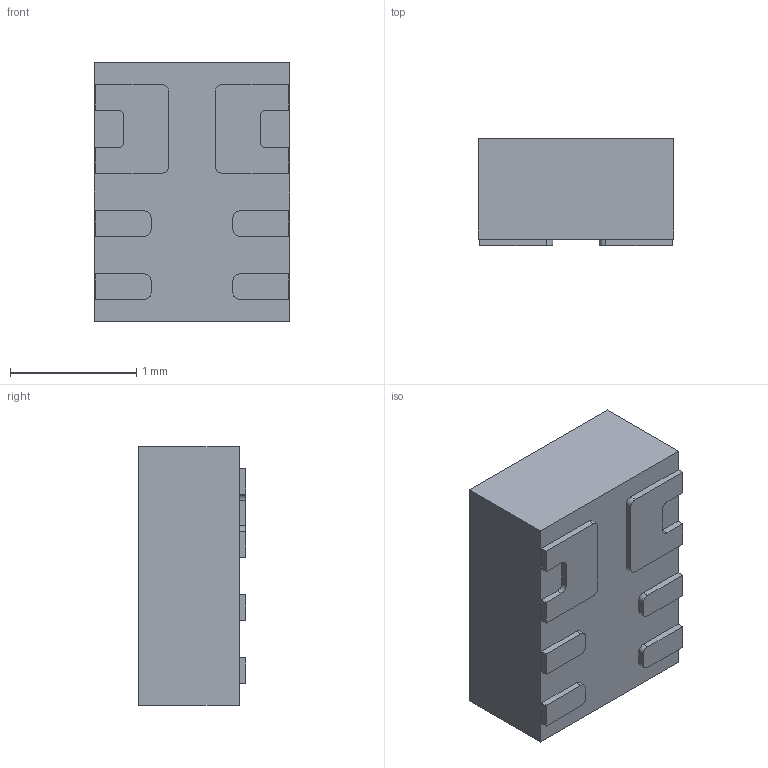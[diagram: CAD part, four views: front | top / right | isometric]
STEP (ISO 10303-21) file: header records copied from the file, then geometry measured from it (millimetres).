
FILE_DESCRIPTION(/* description */ (''),/* implementation_level */ '2;1');
FILE_NAME(/* name */ 'tdfn8-1.5x2 v2.step',/* time_stamp */ '2022-07-06T07:42:43-07:00',/* author */ (''),/* organization */ (''),/* preprocessor_version */ 'ST-DEVELOPER v19',/* originating_system */ 'Autodesk Translation Framework v11.7.0.108',/* authorisation */ '');
FILE_SCHEMA (('AUTOMOTIVE_DESIGN { 1 0 10303 214 3 1 1 }'));
Length unit declared in the file: millimetre
Products named in the file (1): tdfn8-1.5x2
Bounding box: 1.55 x 0.85 x 2.05 mm (x, y, z)
Volume: 2.6 mm3; surface area: 12.7 mm2
Topology: 1 solids, 1 shells, 62 faces, 159 edges, 106 vertices
Faces by surface type: plane 45, cylinder 17
Full cylindrical faces by diameter (mm): 0.3 x1
Entity records: 1932 total; most frequent: CARTESIAN_POINT 328, DIRECTION 319, ORIENTED_EDGE 318, EDGE_CURVE 159, LINE 125, VECTOR 125, VERTEX_POINT 106, AXIS2_PLACEMENT_3D 97
